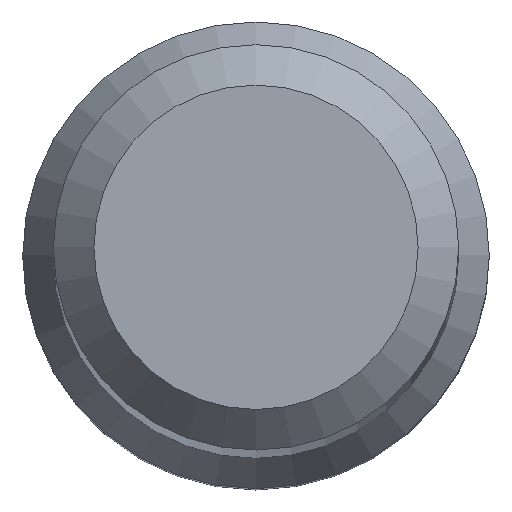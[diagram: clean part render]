
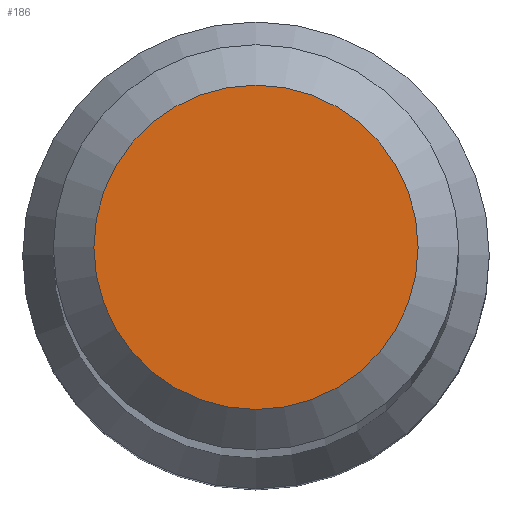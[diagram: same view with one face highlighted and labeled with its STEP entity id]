
A CAD part, top view. The second image highlights one B-rep face of the part: STEP entity #186.
In plain terms, the highlighted planar face has unit normal (0, 0, 1).
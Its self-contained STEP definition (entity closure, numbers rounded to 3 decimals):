
#54 = ORIENTED_EDGE ( 'NONE', *, *, #158, .F. ) ;
#72 = DIRECTION ( 'NONE',  ( 0., 0., -1. ) ) ;
#91 = CARTESIAN_POINT ( 'NONE',  ( 0., 0., 133. ) ) ;
#129 = DIRECTION ( 'NONE',  ( 0., -1., 0. ) ) ;
#145 = CARTESIAN_POINT ( 'NONE',  ( 0., 4., 133. ) ) ;
#147 = EDGE_LOOP ( 'NONE', ( #54 ) ) ;
#156 = CARTESIAN_POINT ( 'NONE',  ( 0., 0., 133. ) ) ;
#158 = EDGE_CURVE ( 'NONE', #199, #199, #233, .T. ) ;
#177 = DIRECTION ( 'NONE',  ( 0., 0., 1. ) ) ;
#186 = ADVANCED_FACE ( 'NONE', ( #214 ), #197, .T. ) ;
#195 = AXIS2_PLACEMENT_3D ( 'NONE', #91, #177, #129 ) ;
#197 = PLANE ( 'NONE',  #195 ) ;
#199 = VERTEX_POINT ( 'NONE', #145 ) ;
#212 = DIRECTION ( 'NONE',  ( 0., 1., 0. ) ) ;
#214 = FACE_OUTER_BOUND ( 'NONE', #147, .T. ) ;
#215 = AXIS2_PLACEMENT_3D ( 'NONE', #156, #72, #212 ) ;
#233 = CIRCLE ( 'NONE', #215, 4. ) ;
